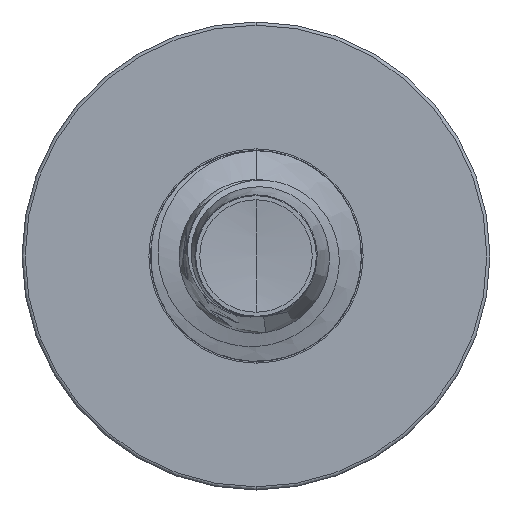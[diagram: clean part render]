
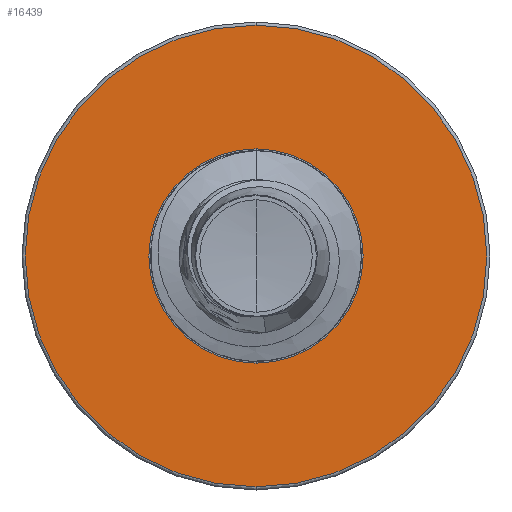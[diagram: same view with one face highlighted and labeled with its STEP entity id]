
A CAD part, front view. The second image highlights one B-rep face of the part: STEP entity #16439.
In plain terms, the highlighted planar face has unit normal (0, -1, 0).
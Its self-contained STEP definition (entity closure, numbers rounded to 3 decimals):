
#181 = CIRCLE ( 'NONE', #16180, 1.973 ) ;
#740 = FACE_BOUND ( 'NONE', #19767, .T. ) ;
#1397 = DIRECTION ( 'NONE',  ( 0., 0., 1. ) ) ;
#1718 = VERTEX_POINT ( 'NONE', #2239 ) ;
#1765 = DIRECTION ( 'NONE',  ( 0., 0., 1. ) ) ;
#2239 = CARTESIAN_POINT ( 'NONE',  ( 0., 10., 0.916 ) ) ;
#3329 = EDGE_CURVE ( 'NONE', #23201, #1718, #9878, .T. ) ;
#3882 = CARTESIAN_POINT ( 'NONE',  ( 0., 10., 0. ) ) ;
#5738 = CARTESIAN_POINT ( 'NONE',  ( 0., 10., 1.973 ) ) ;
#5764 = DIRECTION ( 'NONE',  ( 0., 0., 1. ) ) ;
#5990 = EDGE_CURVE ( 'NONE', #1718, #23201, #9439, .T. ) ;
#6053 = AXIS2_PLACEMENT_3D ( 'NONE', #22219, #22195, #22171 ) ;
#7063 = PLANE ( 'NONE',  #21901 ) ;
#7095 = EDGE_CURVE ( 'NONE', #23435, #9144, #14164, .T. ) ;
#7296 = CARTESIAN_POINT ( 'NONE',  ( 0., 10., -0.916 ) ) ;
#8562 = CARTESIAN_POINT ( 'NONE',  ( 0., 10., 0. ) ) ;
#8569 = ORIENTED_EDGE ( 'NONE', *, *, #5990, .T. ) ;
#9144 = VERTEX_POINT ( 'NONE', #5738 ) ;
#9439 = CIRCLE ( 'NONE', #21310, 0.916 ) ;
#9694 = EDGE_CURVE ( 'NONE', #9144, #23435, #181, .T. ) ;
#9878 = CIRCLE ( 'NONE', #6053, 0.916 ) ;
#9974 = EDGE_LOOP ( 'NONE', ( #20118, #21237 ) ) ;
#10410 = DIRECTION ( 'NONE',  ( 0., 0., 1. ) ) ;
#10561 = FACE_OUTER_BOUND ( 'NONE', #9974, .T. ) ;
#12456 = DIRECTION ( 'NONE',  ( 0., 1., 0. ) ) ;
#12829 = DIRECTION ( 'NONE',  ( 0., 1., 0. ) ) ;
#12968 = AXIS2_PLACEMENT_3D ( 'NONE', #3882, #16757, #5764 ) ;
#14164 = CIRCLE ( 'NONE', #12968, 1.973 ) ;
#14386 = CARTESIAN_POINT ( 'NONE',  ( 0., 10., -1.973 ) ) ;
#16180 = AXIS2_PLACEMENT_3D ( 'NONE', #8562, #21272, #10410 ) ;
#16439 = ADVANCED_FACE ( 'NONE', ( #10561, #740 ), #7063, .F. ) ;
#16757 = DIRECTION ( 'NONE',  ( 0., 1., 0. ) ) ;
#17280 = ORIENTED_EDGE ( 'NONE', *, *, #3329, .T. ) ;
#19767 = EDGE_LOOP ( 'NONE', ( #8569, #17280 ) ) ;
#20118 = ORIENTED_EDGE ( 'NONE', *, *, #9694, .F. ) ;
#21237 = ORIENTED_EDGE ( 'NONE', *, *, #7095, .F. ) ;
#21272 = DIRECTION ( 'NONE',  ( 0., 1., 0. ) ) ;
#21310 = AXIS2_PLACEMENT_3D ( 'NONE', #23237, #12456, #1397 ) ;
#21481 = CARTESIAN_POINT ( 'NONE',  ( 0., 10., -0.916 ) ) ;
#21901 = AXIS2_PLACEMENT_3D ( 'NONE', #7296, #12829, #1765 ) ;
#22171 = DIRECTION ( 'NONE',  ( 0., 0., 1. ) ) ;
#22195 = DIRECTION ( 'NONE',  ( 0., 1., 0. ) ) ;
#22219 = CARTESIAN_POINT ( 'NONE',  ( 0., 10., 0. ) ) ;
#23201 = VERTEX_POINT ( 'NONE', #21481 ) ;
#23237 = CARTESIAN_POINT ( 'NONE',  ( 0., 10., 0. ) ) ;
#23435 = VERTEX_POINT ( 'NONE', #14386 ) ;
